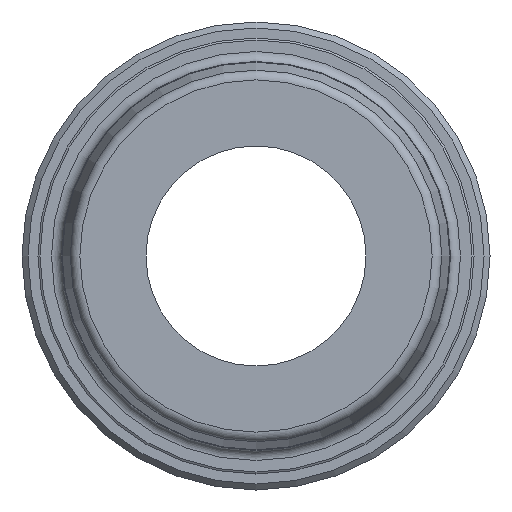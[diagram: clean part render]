
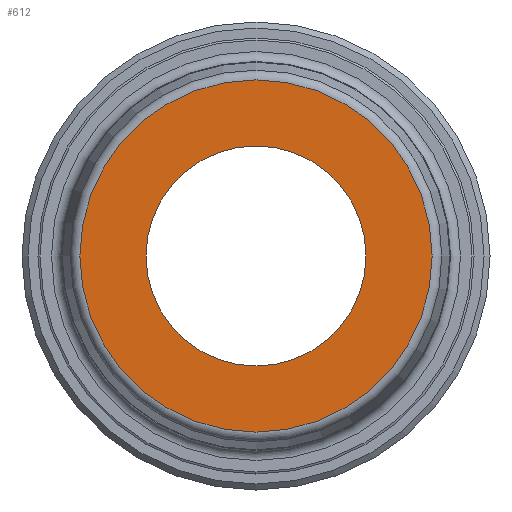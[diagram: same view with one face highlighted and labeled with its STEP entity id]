
A CAD part, left-side view. The second image highlights one B-rep face of the part: STEP entity #612.
In plain terms, the highlighted planar face has unit normal (-1, 0, 0).
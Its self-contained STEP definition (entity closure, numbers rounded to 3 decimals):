
#69=ORIENTED_EDGE('',*,*,#186,.T.);
#70=ORIENTED_EDGE('',*,*,#185,.F.);
#185=EDGE_CURVE('',#244,#244,#303,.T.);
#186=EDGE_CURVE('',#245,#245,#304,.T.);
#244=VERTEX_POINT('',#1046);
#245=VERTEX_POINT('',#1049);
#303=CIRCLE('',#686,5.5);
#304=CIRCLE('',#688,8.805);
#364=EDGE_LOOP('',(#69));
#365=EDGE_LOOP('',(#70));
#482=FACE_BOUND('',#364,.T.);
#483=FACE_BOUND('',#365,.T.);
#597=PLANE('',#687);
#612=ADVANCED_FACE('',(#482,#483),#597,.T.);
#686=AXIS2_PLACEMENT_3D('',#1045,#810,#811);
#687=AXIS2_PLACEMENT_3D('',#1047,#812,#813);
#688=AXIS2_PLACEMENT_3D('',#1048,#814,#815);
#810=DIRECTION('',(-1.,0.,0.));
#811=DIRECTION('',(0.,0.,1.));
#812=DIRECTION('',(-1.,0.,0.));
#813=DIRECTION('',(0.,0.,1.));
#814=DIRECTION('',(-1.,0.,0.));
#815=DIRECTION('',(0.,0.,1.));
#1045=CARTESIAN_POINT('',(0.,0.,0.));
#1046=CARTESIAN_POINT('',(0.,0.,5.5));
#1047=CARTESIAN_POINT('',(0.,0.,5.5));
#1048=CARTESIAN_POINT('',(0.,0.,0.));
#1049=CARTESIAN_POINT('',(0.,0.,8.805));
